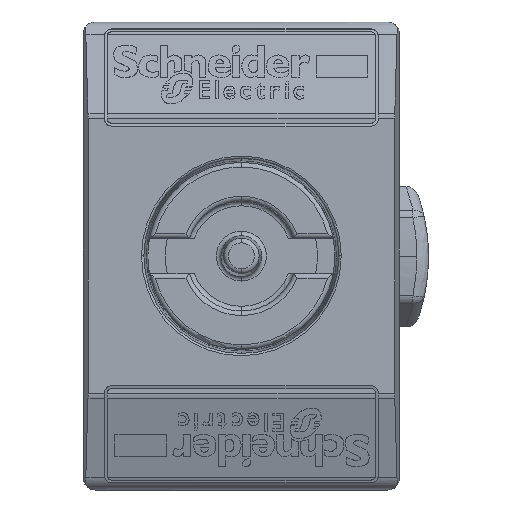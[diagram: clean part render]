
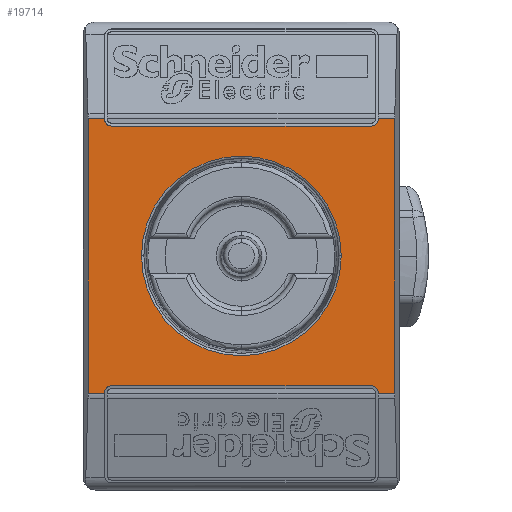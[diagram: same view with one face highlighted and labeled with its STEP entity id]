
A CAD part, top view. The second image highlights one B-rep face of the part: STEP entity #19714.
In plain terms, the highlighted planar face has unit normal (0, 0, 1).
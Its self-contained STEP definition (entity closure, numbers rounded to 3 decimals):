
#594=CARTESIAN_POINT('',(11.1,11.7,4.5));
#595=DIRECTION('',(0.,0.,-1.));
#596=DIRECTION('',(1.,0.,0.));
#597=AXIS2_PLACEMENT_3D('',#594,#595,#596);
#602=DIRECTION('',(0.,1.,0.));
#603=VECTOR('',#602,23.5);
#604=CARTESIAN_POINT('',(13.106,-11.75,4.5));
#605=LINE('',#604,#603);
#609=DIRECTION('',(0.,-1.,0.));
#610=VECTOR('',#609,0.05);
#611=CARTESIAN_POINT('',(11.7,-11.7,4.5));
#612=LINE('',#611,#610);
#616=CARTESIAN_POINT('',(11.1,-11.7,4.5));
#617=DIRECTION('',(0.,0.,-1.));
#618=DIRECTION('',(0.,1.,0.));
#619=AXIS2_PLACEMENT_3D('',#616,#617,#618);
#624=DIRECTION('',(1.,0.,0.));
#625=VECTOR('',#624,22.2);
#626=CARTESIAN_POINT('',(-11.1,-11.1,4.5));
#627=LINE('',#626,#625);
#631=CARTESIAN_POINT('',(-11.1,-11.7,4.5));
#632=DIRECTION('',(0.,0.,-1.));
#633=DIRECTION('',(-1.,0.,0.));
#634=AXIS2_PLACEMENT_3D('',#631,#632,#633);
#639=DIRECTION('',(0.,1.,0.));
#640=VECTOR('',#639,0.05);
#641=CARTESIAN_POINT('',(-11.7,11.7,4.5));
#642=LINE('',#641,#640);
#646=CARTESIAN_POINT('',(-11.1,11.7,4.5));
#647=DIRECTION('',(0.,0.,-1.));
#648=DIRECTION('',(0.,-1.,0.));
#649=AXIS2_PLACEMENT_3D('',#646,#647,#648);
#654=CARTESIAN_POINT('',(0.,0.,4.5));
#655=DIRECTION('',(0.,0.,-1.));
#656=DIRECTION('',(0.,-1.,0.));
#657=AXIS2_PLACEMENT_3D('',#654,#655,#656);
#662=CARTESIAN_POINT('',(0.,0.,4.5));
#663=DIRECTION('',(0.,0.,-1.));
#664=DIRECTION('',(1.,0.,0.));
#665=AXIS2_PLACEMENT_3D('',#662,#663,#664);
#670=CARTESIAN_POINT('',(0.,0.,4.5));
#671=DIRECTION('',(0.,0.,-1.));
#672=DIRECTION('',(-1.,0.,0.));
#673=AXIS2_PLACEMENT_3D('',#670,#671,#672);
#678=DIRECTION('',(1.,0.,0.));
#679=VECTOR('',#678,22.2);
#680=CARTESIAN_POINT('',(-11.1,11.1,4.5));
#681=LINE('',#680,#679);
#721=DIRECTION('',(1.,0.,0.));
#722=VECTOR('',#721,1.406);
#723=CARTESIAN_POINT('',(-13.106,11.75,4.5));
#724=LINE('',#723,#722);
#774=DIRECTION('',(0.,1.,0.));
#775=VECTOR('',#774,23.5);
#776=CARTESIAN_POINT('',(-13.106,-11.75,4.5));
#777=LINE('',#776,#775);
#1034=DIRECTION('',(0.,-1.,0.));
#1035=VECTOR('',#1034,0.05);
#1036=CARTESIAN_POINT('',(-11.7,-11.7,4.5));
#1037=LINE('',#1036,#1035);
#1070=DIRECTION('',(-1.,0.,0.));
#1071=VECTOR('',#1070,1.406);
#1072=CARTESIAN_POINT('',(-11.7,-11.75,4.5));
#1073=LINE('',#1072,#1071);
#1156=DIRECTION('',(-1.,0.,0.));
#1157=VECTOR('',#1156,1.406);
#1158=CARTESIAN_POINT('',(13.106,-11.75,4.5));
#1159=LINE('',#1158,#1157);
#1166=CARTESIAN_POINT('',(13.106,-11.75,4.5));
#7850=DIRECTION('',(1.,0.,0.));
#7851=VECTOR('',#7850,1.406);
#7852=CARTESIAN_POINT('',(11.7,11.75,4.5));
#7853=LINE('',#7852,#7851);
#7865=DIRECTION('',(0.,1.,0.));
#7866=VECTOR('',#7865,0.05);
#7867=CARTESIAN_POINT('',(11.7,11.7,4.5));
#7868=LINE('',#7867,#7866);
#17154=CARTESIAN_POINT('',(-8.533,0.,4.5));
#17156=VERTEX_POINT('',#17154);
#17162=CARTESIAN_POINT('',(8.533,0.,4.5));
#17163=VERTEX_POINT('',#17162);
#18045=CARTESIAN_POINT('',(-11.7,-11.75,4.5));
#18046=VERTEX_POINT('',#18045);
#18051=CARTESIAN_POINT('',(-11.7,-11.7,4.5));
#18052=VERTEX_POINT('',#18051);
#18053=CARTESIAN_POINT('',(-13.106,-11.75,
4.5));
#18054=VERTEX_POINT('',#18053);
#18055=CARTESIAN_POINT('',(11.7,-11.75,4.5));
#18056=VERTEX_POINT('',#18055);
#18057=VERTEX_POINT('',#1166);
#18067=CARTESIAN_POINT('',(-13.106,11.75,4.5));
#18068=VERTEX_POINT('',#18067);
#18350=CARTESIAN_POINT('',(0.,-8.533,4.5));
#18351=VERTEX_POINT('',#18350);
#18360=CARTESIAN_POINT('',(-11.1,11.1,4.5));
#18361=CARTESIAN_POINT('',(11.1,11.1,4.5));
#18362=VERTEX_POINT('',#18360);
#18363=VERTEX_POINT('',#18361);
#18364=CARTESIAN_POINT('',(-11.7,11.7,4.5));
#18365=VERTEX_POINT('',#18364);
#18366=CARTESIAN_POINT('',(-11.7,11.75,4.5));
#18367=VERTEX_POINT('',#18366);
#18368=CARTESIAN_POINT('',(-11.1,-11.1,4.5));
#18369=VERTEX_POINT('',#18368);
#18370=CARTESIAN_POINT('',(11.1,-11.1,4.5));
#18371=VERTEX_POINT('',#18370);
#18372=CARTESIAN_POINT('',(11.7,-11.7,4.5));
#18373=VERTEX_POINT('',#18372);
#18374=CARTESIAN_POINT('',(13.106,11.75,4.5));
#18375=VERTEX_POINT('',#18374);
#18376=CARTESIAN_POINT('',(11.7,11.75,4.5));
#18377=VERTEX_POINT('',#18376);
#18378=CARTESIAN_POINT('',(11.7,11.7,4.5));
#18379=VERTEX_POINT('',#18378);
#19670=CARTESIAN_POINT('',(-13.5,11.75,4.5));
#19671=DIRECTION('',(0.,0.,1.));
#19672=DIRECTION('',(0.,1.,0.));
#19673=AXIS2_PLACEMENT_3D('',#19670,#19671,#19672);
#19674=PLANE('',#19673);
#19676=ORIENTED_EDGE('',*,*,#19675,.T.);
#19678=ORIENTED_EDGE('',*,*,#19677,.F.);
#19680=ORIENTED_EDGE('',*,*,#19679,.T.);
#19682=ORIENTED_EDGE('',*,*,#19681,.T.);
#19684=ORIENTED_EDGE('',*,*,#19683,.F.);
#19686=ORIENTED_EDGE('',*,*,#19685,.T.);
#19688=ORIENTED_EDGE('',*,*,#19687,.F.);
#19690=ORIENTED_EDGE('',*,*,#19689,.F.);
#19692=ORIENTED_EDGE('',*,*,#19691,.F.);
#19694=ORIENTED_EDGE('',*,*,#19693,.F.);
#19696=ORIENTED_EDGE('',*,*,#19695,.T.);
#19698=ORIENTED_EDGE('',*,*,#19697,.T.);
#19700=ORIENTED_EDGE('',*,*,#19699,.T.);
#19702=ORIENTED_EDGE('',*,*,#19701,.T.);
#19704=ORIENTED_EDGE('',*,*,#19703,.F.);
#19706=ORIENTED_EDGE('',*,*,#19705,.F.);
#19707=EDGE_LOOP('',(#19676,#19678,#19680,#19682,#19684,#19686,#19688,#19690,
#19692,#19694,#19696,#19698,#19700,#19702,#19704,#19706));
#19708=FACE_OUTER_BOUND('',#19707,.F.);
#19709=ORIENTED_EDGE('',*,*,#19665,.F.);
#19710=ORIENTED_EDGE('',*,*,#19663,.F.);
#19711=ORIENTED_EDGE('',*,*,#19645,.F.);
#19712=EDGE_LOOP('',(#19709,#19710,#19711));
#19713=FACE_BOUND('',#19712,.F.);
#598=CIRCLE('',#597,0.6);
#620=CIRCLE('',#619,0.6);
#635=CIRCLE('',#634,0.6);
#650=CIRCLE('',#649,0.6);
#658=CIRCLE('',#657,8.533);
#666=CIRCLE('',#665,8.533);
#674=CIRCLE('',#673,8.533);
#19645=EDGE_CURVE('',#17156,#17163,#674,.T.);
#19663=EDGE_CURVE('',#17163,#18351,#666,.T.);
#19665=EDGE_CURVE('',#18351,#17156,#658,.T.);
#19675=EDGE_CURVE('',#18362,#18363,#681,.T.);
#19677=EDGE_CURVE('',#18379,#18363,#598,.T.);
#19679=EDGE_CURVE('',#18379,#18377,#7868,.T.);
#19681=EDGE_CURVE('',#18377,#18375,#7853,.T.);
#19683=EDGE_CURVE('',#18057,#18375,#605,.T.);
#19685=EDGE_CURVE('',#18057,#18056,#1159,.T.);
#19687=EDGE_CURVE('',#18373,#18056,#612,.T.);
#19689=EDGE_CURVE('',#18371,#18373,#620,.T.);
#19691=EDGE_CURVE('',#18369,#18371,#627,.T.);
#19693=EDGE_CURVE('',#18052,#18369,#635,.T.);
#19695=EDGE_CURVE('',#18052,#18046,#1037,.T.);
#19697=EDGE_CURVE('',#18046,#18054,#1073,.T.);
#19699=EDGE_CURVE('',#18054,#18068,#777,.T.);
#19701=EDGE_CURVE('',#18068,#18367,#724,.T.);
#19703=EDGE_CURVE('',#18365,#18367,#642,.T.);
#19705=EDGE_CURVE('',#18362,#18365,#650,.T.);
#19714=ADVANCED_FACE('',(#19708,#19713),#19674,.T.);
